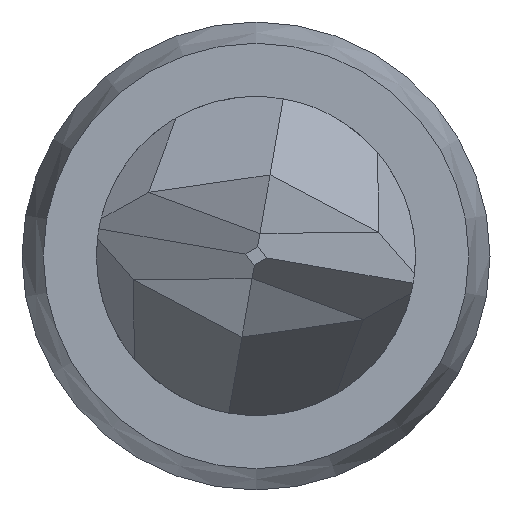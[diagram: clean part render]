
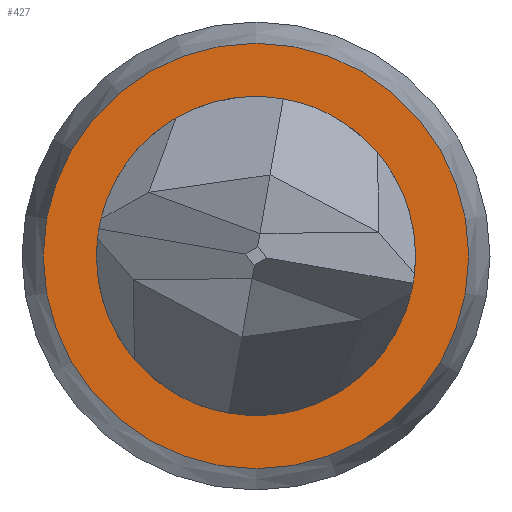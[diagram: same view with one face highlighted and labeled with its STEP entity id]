
A CAD part, left-side view. The second image highlights one B-rep face of the part: STEP entity #427.
In plain terms, the highlighted planar face has unit normal (-1, 0, 0).
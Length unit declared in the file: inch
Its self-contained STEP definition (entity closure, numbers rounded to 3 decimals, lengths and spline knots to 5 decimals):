
#63 = AXIS2_PLACEMENT_3D ( 'NONE', #855, #663, #151 ) ;
#147 = EDGE_CURVE ( 'NONE', #216, #216, #460, .T. ) ;
#151 = DIRECTION ( 'NONE',  ( 0., 0., 1. ) ) ;
#180 = VERTEX_POINT ( 'NONE', #825 ) ;
#216 = VERTEX_POINT ( 'NONE', #928 ) ;
#298 = EDGE_LOOP ( 'NONE', ( #833 ) ) ;
#312 = CARTESIAN_POINT ( 'NONE',  ( 0., 0., 0. ) ) ;
#336 = DIRECTION ( 'NONE',  ( 0., 0., -1. ) ) ;
#392 = DIRECTION ( 'NONE',  ( 1., 0., 0. ) ) ;
#404 = AXIS2_PLACEMENT_3D ( 'NONE', #420, #425, #336 ) ;
#420 = CARTESIAN_POINT ( 'NONE',  ( 0., 0., 0. ) ) ;
#425 = DIRECTION ( 'NONE',  ( 1., 0., 0. ) ) ;
#427 = ADVANCED_FACE ( 'NONE', ( #767, #903 ), #932, .T. ) ;
#460 = CIRCLE ( 'NONE', #404, 0.014 ) ;
#475 = EDGE_LOOP ( 'NONE', ( #964 ) ) ;
#482 = EDGE_CURVE ( 'NONE', #180, #180, #814, .T. ) ;
#566 = DIRECTION ( 'NONE',  ( 0., 0., 1. ) ) ;
#663 = DIRECTION ( 'NONE',  ( -1., 0., 0. ) ) ;
#697 = AXIS2_PLACEMENT_3D ( 'NONE', #312, #392, #566 ) ;
#767 = FACE_BOUND ( 'NONE', #475, .T. ) ;
#814 = CIRCLE ( 'NONE', #697, 0.0105 ) ;
#825 = CARTESIAN_POINT ( 'NONE',  ( 0., 0., 0.0105 ) ) ;
#833 = ORIENTED_EDGE ( 'NONE', *, *, #147, .F. ) ;
#855 = CARTESIAN_POINT ( 'NONE',  ( 0., 0.014, 0. ) ) ;
#903 = FACE_OUTER_BOUND ( 'NONE', #298, .T. ) ;
#928 = CARTESIAN_POINT ( 'NONE',  ( 0., 0., -0.014 ) ) ;
#932 = PLANE ( 'NONE',  #63 ) ;
#964 = ORIENTED_EDGE ( 'NONE', *, *, #482, .T. ) ;
